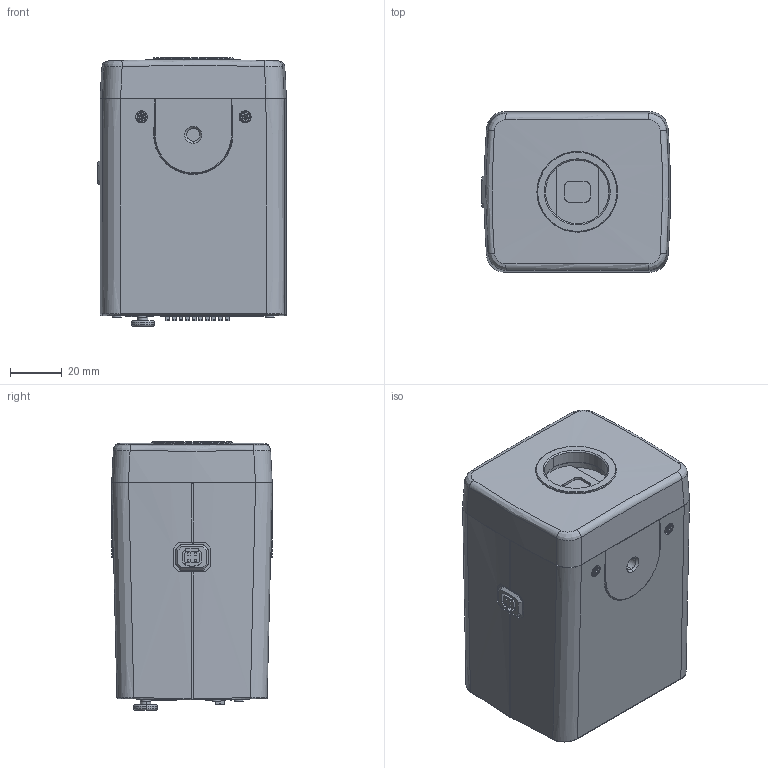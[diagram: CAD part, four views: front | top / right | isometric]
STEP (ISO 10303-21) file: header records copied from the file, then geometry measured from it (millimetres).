
FILE_DESCRIPTION((''),'2;1');
FILE_NAME('C261I','2021-02-19T',('Ian.Chang'),(''),'PRO/ENGINEER BY PARAMETRIC TECHNOLOGY CORPORATION, 2011490','PRO/ENGINEER BY PARAMETRIC TECHNOLOGY CORPORATION, 2011490','');
FILE_SCHEMA(('CONFIG_CONTROL_DESIGN'));
Length unit declared in the file: millimetre
Products named in the file (1): C261I
Bounding box: 73 x 62.05 x 103.6 mm (x, y, z)
Volume: 412257.6 mm3; surface area: 37036.6 mm2
Topology: 1 solids, 3 shells, 2247 faces, 6193 edges, 4133 vertices
Faces by surface type: plane 1270, cylinder 490, extrusion 237, cone 96, bspline 80, torus 70, sphere 2, revolution 2
Entity records: 84251 total; most frequent: CARTESIAN_POINT 26835, ORIENTED_EDGE 12376, DIRECTION 11131, EDGE_CURVE 6188, VECTOR 4245, VERTEX_POINT 4133, LINE 4008, AXIS2_PLACEMENT_3D 3442
